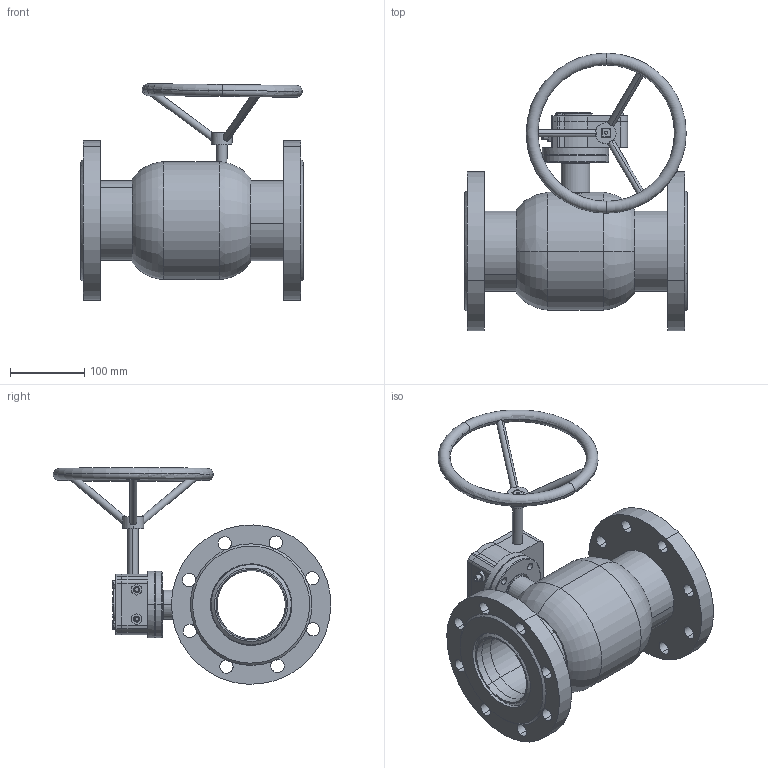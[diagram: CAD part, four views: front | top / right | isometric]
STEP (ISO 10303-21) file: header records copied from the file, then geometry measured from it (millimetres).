
FILE_DESCRIPTION (( 'STEP AP214' ), '1' );
FILE_NAME ('DN100涡轮法兰球阀PN16.STEP', '2023-10-07T07:30:34', ( '' ), ( '' ), 'SwSTEP 2.0', 'SolidWorks 2019', '' );
FILE_SCHEMA (( 'AUTOMOTIVE_DESIGN' ));
Length unit declared in the file: millimetre
Products named in the file (10): DN100忒謫; Q61F-100-4傻諉; Q61F-100-1概极樓馱; 100恦謫; Q61F-100-5粣杶; DN100涡轮法兰球阀PN16; DN100恘謫; Q61F-100-3概裝; 100楊擘1.6; Q100-20恘謫攫
Assembly tree (11 placements, depth 3):
  DN100涡轮法兰球阀PN16
    Q61F-100-1概极樓馱
    Q61F-100-5粣杶
    Q61F-100-3概裝
    Q61F-100-4傻諉  x2
    Q100-20恘謫攫
    100恦謫
      DN100恘謫
      DN100忒謫
    100楊擘1.6  x2
Bounding box: 300 x 374.45 x 292.13 mm (x, y, z)
Volume: 2702306.5 mm3; surface area: 626059.8 mm2
Topology: 21 solids, 21 shells, 646 faces, 1669 edges, 1075 vertices
Faces by surface type: plane 347, cylinder 184, bspline 65, torus 28, cone 22
Entity records: 23567 total; most frequent: CARTESIAN_POINT 7550, ORIENTED_EDGE 3066, DIRECTION 2799, EDGE_CURVE 1533, VERTEX_POINT 993, LINE 957, VECTOR 957, AXIS2_PLACEMENT_3D 921
